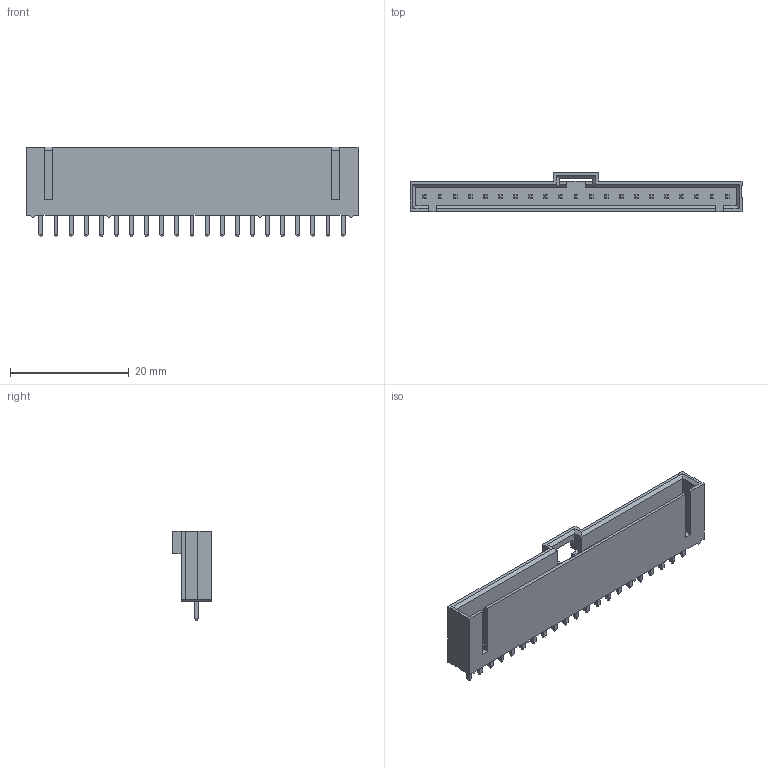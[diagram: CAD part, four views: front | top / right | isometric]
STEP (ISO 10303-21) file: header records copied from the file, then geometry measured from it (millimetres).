
FILE_DESCRIPTION((''),'2;1');
FILE_NAME('1719710021','2019-01-10T',('gga'),(''),'PRO/ENGINEER BY PARAMETRIC TECHNOLOGY CORPORATION, 2016010','PRO/ENGINEER BY PARAMETRIC TECHNOLOGY CORPORATION, 2016010','');
FILE_SCHEMA(('CONFIG_CONTROL_DESIGN'));
Length unit declared in the file: millimetre
Products named in the file (1): 1719710021
Bounding box: 55.8 x 6.6 x 15.11 mm (x, y, z)
Volume: 1818.4 mm3; surface area: 3450.7 mm2
Topology: 1 solids, 1 shells, 452 faces, 1092 edges, 684 vertices
Faces by surface type: plane 450, cylinder 2
Entity records: 12704 total; most frequent: CARTESIAN_POINT 2185, ORIENTED_EDGE 2098, DIRECTION 2044, EDGE_CURVE 1049, VECTOR 1046, LINE 1046, VERTEX_POINT 640, AXIS2_PLACEMENT_3D 499
